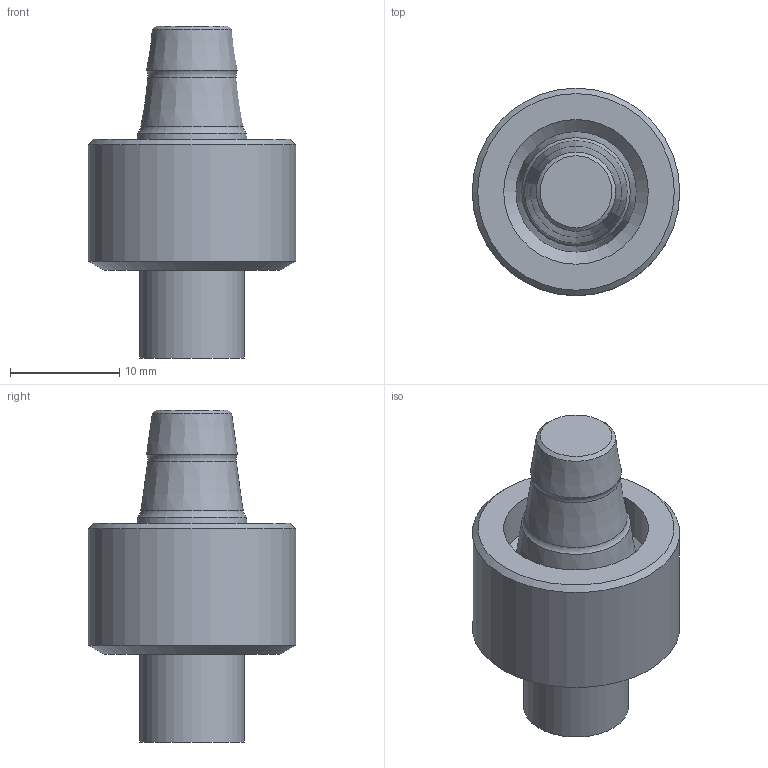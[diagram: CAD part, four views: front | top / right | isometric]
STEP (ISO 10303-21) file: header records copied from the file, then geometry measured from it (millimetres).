
FILE_DESCRIPTION(/* description */ (''),/* implementation_level */ '2;1');
FILE_NAME(/* name */ '1493798866784.stp',/* time_stamp */ '2017-05-03T10:07:52+02:00',/* author */ (''),/* organization */ ('SMS'),/* preprocessor_version */ 'ST-DEVELOPER v15',/* originating_system */ 'SIEMENS PLM Software NX 8.5',/* authorisation */ '');
FILE_SCHEMA (('AUTOMOTIVE_DESIGN { 1 0 10303 214 3 1 1 1 }'));
Length unit declared in the file: millimetre
Products named in the file (1): 200824370MOD000_02
Bounding box: 19 x 19 x 30.4 mm (x, y, z)
Volume: 4262.5 mm3; surface area: 2254.8 mm2
Topology: 1 solids, 1 shells, 24 faces, 48 edges, 30 vertices
Faces by surface type: cone 9, cylinder 7, plane 6, torus 2
Full cylindrical faces by diameter (mm): 9.5 x1, 9.6 x1, 9.75 x1, 11 x2, 13.25 x1, 19 x1
Entity records: 525 total; most frequent: DIRECTION 102, CARTESIAN_POINT 74, AXIS2_PLACEMENT_3D 51, EDGE_LOOP 46, ORIENTED_EDGE 46, FACE_BOUND 44, ADVANCED_FACE 24, VERTEX_POINT 23
